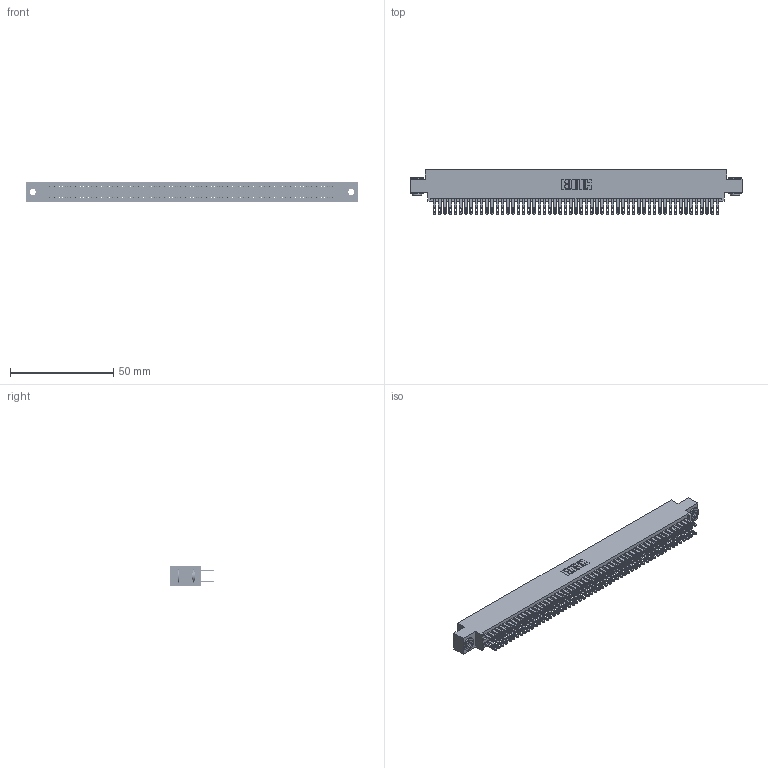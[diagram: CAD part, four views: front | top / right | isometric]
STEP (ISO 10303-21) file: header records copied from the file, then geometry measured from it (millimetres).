
FILE_DESCRIPTION (( 'STEP AP203' ), '1' );
FILE_NAME ('345-110-500-803.STEP', '2018-10-07T08:52:18', ( '' ), ( '' ), 'SwSTEP 2.0', 'SolidWorks 2016', '' );
FILE_SCHEMA (( 'CONFIG_CONTROL_DESIGN' ));
Length unit declared in the file: inch
Products named in the file (4): 345 Part_0.170 Offset - 0.156 Dia-TH; 345-292-001_345-293-100; 345-250-002_345-250-002-102; 345-110-500-803
Assembly tree (113 placements, depth 2):
  345-110-500-803
    345 Part_0.170 Offset - 0.156 Dia-TH
    345-292-001_345-293-100  x110
    345-250-002_345-250-002-102  x2
Bounding box: 160.91 x 21.51 x 9.4 mm (x, y, z)
Volume: 15993.7 mm3; surface area: 25363.4 mm2
Topology: 113 solids, 113 shells, 5228 faces, 15939 edges, 10622 vertices
Faces by surface type: plane 3064, cylinder 2156, cone 8
Entity records: 42116 total; most frequent: CARTESIAN_POINT 7023, ORIENTED_EDGE 6950, DIRECTION 6209, EDGE_CURVE 3475, LINE 3095, VECTOR 3095, VERTEX_POINT 2314, AXIS2_PLACEMENT_3D 1557
